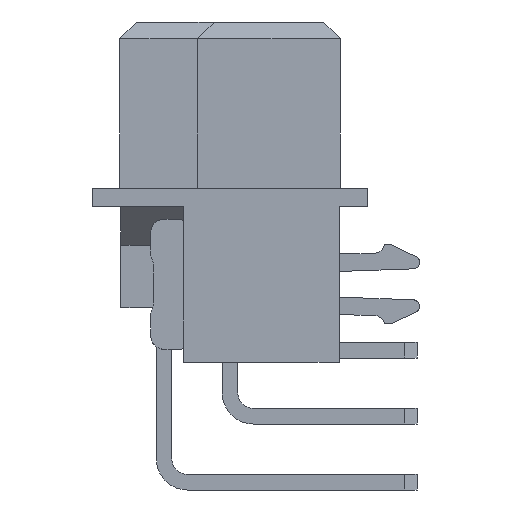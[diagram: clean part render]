
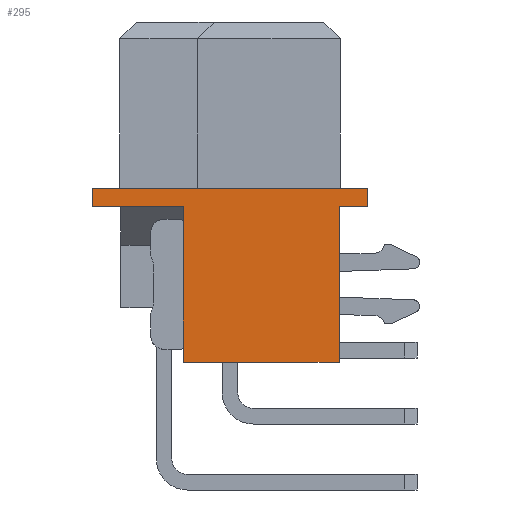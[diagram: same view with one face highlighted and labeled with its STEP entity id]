
A CAD part, left-side view. The second image highlights one B-rep face of the part: STEP entity #295.
In plain terms, the highlighted planar face has unit normal (-1, 0, 0).
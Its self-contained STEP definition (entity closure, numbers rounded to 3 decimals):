
#165=CARTESIAN_POINT('',(-27.,5.3,-7.1));
#166=VERTEX_POINT('',#165);
#167=CARTESIAN_POINT('',(-27.,5.3,-6.4));
#168=VERTEX_POINT('',#167);
#169=CARTESIAN_POINT('',(-27.,5.3,-7.1));
#170=CARTESIAN_POINT('',(-27.,5.3,-6.96));
#171=CARTESIAN_POINT('',(-27.,5.3,-6.82));
#172=CARTESIAN_POINT('',(-27.,5.3,-6.68));
#173=CARTESIAN_POINT('',(-27.,5.3,-6.54));
#174=CARTESIAN_POINT('',(-27.,5.3,-6.4));
#175=B_SPLINE_CURVE_WITH_KNOTS('',5,(#169,#170,#171,#172,#173,#174),.UNSPECIFIED.,.F.,.U.,(6,6),(0.,0.7),.UNSPECIFIED.);
#176=EDGE_CURVE('',#166,#168,#175,.T.);
#212=CARTESIAN_POINT('',(-27.,0.,-9.75));
#213=DIRECTION('',(0.,0.,-1.));
#214=DIRECTION('',(-1.,-0.,-0.));
#215=AXIS2_PLACEMENT_3D('',#212,#214,#213);
#216=PLANE('',#215);
#217=CARTESIAN_POINT('',(-27.,1.8,-7.1));
#218=VERTEX_POINT('',#217);
#219=CARTESIAN_POINT('',(-27.,1.8,-13.1));
#220=VERTEX_POINT('',#219);
#221=CARTESIAN_POINT('',(-27.,1.8,-7.1));
#222=CARTESIAN_POINT('',(-27.,1.8,-8.3));
#223=CARTESIAN_POINT('',(-27.,1.8,-9.5));
#224=CARTESIAN_POINT('',(-27.,1.8,-10.7));
#225=CARTESIAN_POINT('',(-27.,1.8,-11.9));
#226=CARTESIAN_POINT('',(-27.,1.8,-13.1));
#227=B_SPLINE_CURVE_WITH_KNOTS('',5,(#221,#222,#223,#224,#225,#226),.UNSPECIFIED.,.F.,.U.,(6,6),(0.,6.),.UNSPECIFIED.);
#228=EDGE_CURVE('',#218,#220,#227,.T.);
#229=ORIENTED_EDGE('',*,*,#228,.T.);
#230=CARTESIAN_POINT('',(-27.,-4.2,-13.1));
#231=VERTEX_POINT('',#230);
#232=CARTESIAN_POINT('',(-27.,1.8,-13.1));
#233=CARTESIAN_POINT('',(-27.,0.6,-13.1));
#234=CARTESIAN_POINT('',(-27.,-0.6,-13.1));
#235=CARTESIAN_POINT('',(-27.,-1.8,-13.1));
#236=CARTESIAN_POINT('',(-27.,-3.,-13.1));
#237=CARTESIAN_POINT('',(-27.,-4.2,-13.1));
#238=B_SPLINE_CURVE_WITH_KNOTS('',5,(#232,#233,#234,#235,#236,#237),.UNSPECIFIED.,.F.,.U.,(6,6),(0.,6.),.UNSPECIFIED.);
#239=EDGE_CURVE('',#220,#231,#238,.T.);
#240=ORIENTED_EDGE('',*,*,#239,.T.);
#241=CARTESIAN_POINT('',(-27.,-4.2,-7.1));
#242=VERTEX_POINT('',#241);
#243=CARTESIAN_POINT('',(-27.,-4.2,-13.1));
#244=CARTESIAN_POINT('',(-27.,-4.2,-11.9));
#245=CARTESIAN_POINT('',(-27.,-4.2,-10.7));
#246=CARTESIAN_POINT('',(-27.,-4.2,-9.5));
#247=CARTESIAN_POINT('',(-27.,-4.2,-8.3));
#248=CARTESIAN_POINT('',(-27.,-4.2,-7.1));
#249=B_SPLINE_CURVE_WITH_KNOTS('',5,(#243,#244,#245,#246,#247,#248),.UNSPECIFIED.,.F.,.U.,(6,6),(0.,6.),.UNSPECIFIED.);
#250=EDGE_CURVE('',#231,#242,#249,.T.);
#251=ORIENTED_EDGE('',*,*,#250,.T.);
#252=CARTESIAN_POINT('',(-27.,-5.3,-7.1));
#253=VERTEX_POINT('',#252);
#254=CARTESIAN_POINT('',(-27.,-4.2,-7.1));
#255=CARTESIAN_POINT('',(-27.,-4.42,-7.1));
#256=CARTESIAN_POINT('',(-27.,-4.64,-7.1));
#257=CARTESIAN_POINT('',(-27.,-4.86,-7.1));
#258=CARTESIAN_POINT('',(-27.,-5.08,-7.1));
#259=CARTESIAN_POINT('',(-27.,-5.3,-7.1));
#260=B_SPLINE_CURVE_WITH_KNOTS('',5,(#254,#255,#256,#257,#258,#259),.UNSPECIFIED.,.F.,.U.,(6,6),(0.,1.1),.UNSPECIFIED.);
#261=EDGE_CURVE('',#242,#253,#260,.T.);
#262=ORIENTED_EDGE('',*,*,#261,.T.);
#263=CARTESIAN_POINT('',(-27.,-5.3,-6.4));
#264=VERTEX_POINT('',#263);
#265=CARTESIAN_POINT('',(-27.,-5.3,-7.1));
#266=CARTESIAN_POINT('',(-27.,-5.3,-6.96));
#267=CARTESIAN_POINT('',(-27.,-5.3,-6.82));
#268=CARTESIAN_POINT('',(-27.,-5.3,-6.68));
#269=CARTESIAN_POINT('',(-27.,-5.3,-6.54));
#270=CARTESIAN_POINT('',(-27.,-5.3,-6.4));
#271=B_SPLINE_CURVE_WITH_KNOTS('',5,(#265,#266,#267,#268,#269,#270),.UNSPECIFIED.,.F.,.U.,(6,6),(0.,0.7),.UNSPECIFIED.);
#272=EDGE_CURVE('',#253,#264,#271,.T.);
#273=ORIENTED_EDGE('',*,*,#272,.T.);
#274=CARTESIAN_POINT('',(-27.,-5.3,-6.4));
#275=CARTESIAN_POINT('',(-27.,-3.18,-6.4));
#276=CARTESIAN_POINT('',(-27.,-1.06,-6.4));
#277=CARTESIAN_POINT('',(-27.,1.06,-6.4));
#278=CARTESIAN_POINT('',(-27.,3.18,-6.4));
#279=CARTESIAN_POINT('',(-27.,5.3,-6.4));
#280=B_SPLINE_CURVE_WITH_KNOTS('',5,(#274,#275,#276,#277,#278,#279),.UNSPECIFIED.,.F.,.U.,(6,6),(0.,10.6),.UNSPECIFIED.);
#281=EDGE_CURVE('',#264,#168,#280,.T.);
#282=ORIENTED_EDGE('',*,*,#281,.T.);
#283=ORIENTED_EDGE('',*,*,#176,.F.);
#284=CARTESIAN_POINT('',(-27.,5.3,-7.1));
#285=CARTESIAN_POINT('',(-27.,4.6,-7.1));
#286=CARTESIAN_POINT('',(-27.,3.9,-7.1));
#287=CARTESIAN_POINT('',(-27.,3.2,-7.1));
#288=CARTESIAN_POINT('',(-27.,2.5,-7.1));
#289=CARTESIAN_POINT('',(-27.,1.8,-7.1));
#290=B_SPLINE_CURVE_WITH_KNOTS('',5,(#284,#285,#286,#287,#288,#289),.UNSPECIFIED.,.F.,.U.,(6,6),(0.,3.5),.UNSPECIFIED.);
#291=EDGE_CURVE('',#166,#218,#290,.T.);
#292=ORIENTED_EDGE('',*,*,#291,.T.);
#293=EDGE_LOOP('',(#229,#240,#251,#262,#273,#282,#283,#292));
#294=FACE_OUTER_BOUND('',#293,.T.);
#295=ADVANCED_FACE('',(#294),#216,.T.);
